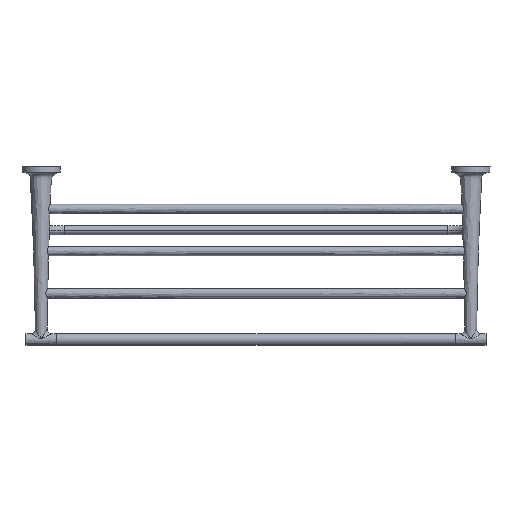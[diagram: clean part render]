
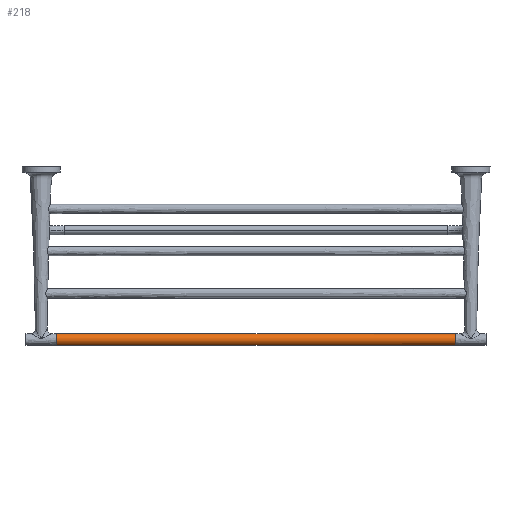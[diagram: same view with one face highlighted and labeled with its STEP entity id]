
A CAD part, top view. The second image highlights one B-rep face of the part: STEP entity #218.
In plain terms, the highlighted free-form (B-spline) face has degree [2, 1] with [9, 2] control points.
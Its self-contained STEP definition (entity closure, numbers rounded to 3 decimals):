
#218=ADVANCED_FACE('',(#460),#8810,.T.);
#460=FACE_OUTER_BOUND('',#712,.T.);
#712=EDGE_LOOP('',(#1677,#1678,#1679,#1680));
#1677=ORIENTED_EDGE('',*,*,#6364,.T.);
#1678=ORIENTED_EDGE('',*,*,#6365,.T.);
#1679=ORIENTED_EDGE('',*,*,#6366,.T.);
#1680=ORIENTED_EDGE('',*,*,#6367,.T.);
#2402=(
BOUNDED_CURVE()
B_SPLINE_CURVE(2,(#52809,#52810,#52811,#52812,#52813),.UNSPECIFIED.,.F.,
 .F.)
B_SPLINE_CURVE_WITH_KNOTS((3,2,3),(0.,11.781,23.562),
 .UNSPECIFIED.)
CURVE()
GEOMETRIC_REPRESENTATION_ITEM()
RATIONAL_B_SPLINE_CURVE((1.,0.707,1.,0.707,1.))
REPRESENTATION_ITEM('')
);
#2403=(
BOUNDED_CURVE()
B_SPLINE_CURVE(2,(#52820,#52821,#52822,#52823,#52824),.UNSPECIFIED.,.F.,
 .F.)
B_SPLINE_CURVE_WITH_KNOTS((3,2,3),(0.,11.781,23.562),
 .UNSPECIFIED.)
CURVE()
GEOMETRIC_REPRESENTATION_ITEM()
RATIONAL_B_SPLINE_CURVE((1.,0.707,1.,0.707,1.))
REPRESENTATION_ITEM('')
);
#2406=(
BOUNDED_CURVE()
B_SPLINE_CURVE(2,(#52849,#52850,#52851,#52852,#52853),.UNSPECIFIED.,.F.,
 .F.)
B_SPLINE_CURVE_WITH_KNOTS((3,2,3),(0.,11.781,23.562),
 .UNSPECIFIED.)
CURVE()
GEOMETRIC_REPRESENTATION_ITEM()
RATIONAL_B_SPLINE_CURVE((1.,0.707,1.,0.707,1.))
REPRESENTATION_ITEM('')
);
#2411=(
BOUNDED_CURVE()
B_SPLINE_CURVE(2,(#52874,#52875,#52876,#52877,#52878),.UNSPECIFIED.,.F.,
 .F.)
B_SPLINE_CURVE_WITH_KNOTS((3,2,3),(0.,11.781,23.562),
 .UNSPECIFIED.)
CURVE()
GEOMETRIC_REPRESENTATION_ITEM()
RATIONAL_B_SPLINE_CURVE((1.,0.707,1.,0.707,1.))
REPRESENTATION_ITEM('')
);
#3390=PCURVE('',#8810,#4742);
#3391=PCURVE('',#8810,#4743);
#3392=PCURVE('',#8810,#4744);
#3393=PCURVE('',#8810,#4745);
#3394=PCURVE('',#8811,#4746);
#3396=PCURVE('',#8811,#4748);
#3398=PCURVE('',#8925,#4750);
#3402=PCURVE('',#8926,#4754);
#4742=DEFINITIONAL_REPRESENTATION('',(#7679),#64699);
#4743=DEFINITIONAL_REPRESENTATION('',(#7681),#64699);
#4744=DEFINITIONAL_REPRESENTATION('',(#7682),#64699);
#4745=DEFINITIONAL_REPRESENTATION('',(#7684),#64699);
#4746=DEFINITIONAL_REPRESENTATION('',(#7685),#64699);
#4748=DEFINITIONAL_REPRESENTATION('',(#7687),#64699);
#4750=DEFINITIONAL_REPRESENTATION('',(#2406),#64699);
#4754=DEFINITIONAL_REPRESENTATION('',(#2411),#64699);
#5676=SURFACE_CURVE('',#2402,(#3390,#3402),.PCURVE_S1.);
#5677=SURFACE_CURVE('',#7680,(#3391,#3394),.PCURVE_S1.);
#5678=SURFACE_CURVE('',#2403,(#3392,#3398),.PCURVE_S1.);
#5679=SURFACE_CURVE('',#7683,(#3393,#3396),.PCURVE_S1.);
#6364=EDGE_CURVE('',#8557,#8558,#5676,.T.);
#6365=EDGE_CURVE('',#8558,#8559,#5677,.T.);
#6366=EDGE_CURVE('',#8559,#8560,#5678,.T.);
#6367=EDGE_CURVE('',#8560,#8557,#5679,.T.);
#7679=B_SPLINE_CURVE_WITH_KNOTS('',1,(#52814,#52815),.UNSPECIFIED.,.F.,
 .F.,(2,2),(0.,23.562),.UNSPECIFIED.);
#7680=B_SPLINE_CURVE_WITH_KNOTS('',1,(#52816,#52817),.UNSPECIFIED.,.F.,
 .F.,(2,2),(0.,518.8),.UNSPECIFIED.);
#7681=B_SPLINE_CURVE_WITH_KNOTS('',1,(#52818,#52819),.UNSPECIFIED.,.F.,
 .F.,(2,2),(0.,518.8),.UNSPECIFIED.);
#7682=B_SPLINE_CURVE_WITH_KNOTS('',1,(#52825,#52826),.UNSPECIFIED.,.F.,
 .F.,(2,2),(0.,23.562),.UNSPECIFIED.);
#7683=B_SPLINE_CURVE_WITH_KNOTS('',1,(#52827,#52828),.UNSPECIFIED.,.F.,
 .F.,(2,2),(-518.8,0.),.UNSPECIFIED.);
#7684=B_SPLINE_CURVE_WITH_KNOTS('',1,(#52829,#52830),.UNSPECIFIED.,.F.,
 .F.,(2,2),(-518.8,0.),.UNSPECIFIED.);
#7685=B_SPLINE_CURVE_WITH_KNOTS('',1,(#52831,#52832),.UNSPECIFIED.,.F.,
 .F.,(2,2),(0.,518.8),.UNSPECIFIED.);
#7687=B_SPLINE_CURVE_WITH_KNOTS('',1,(#52840,#52841),.UNSPECIFIED.,.F.,
 .F.,(2,2),(-518.8,0.),.UNSPECIFIED.);
#8557=VERTEX_POINT('',#52749);
#8558=VERTEX_POINT('',#52750);
#8559=VERTEX_POINT('',#52751);
#8560=VERTEX_POINT('',#52752);
#8810=(
BOUNDED_SURFACE()
B_SPLINE_SURFACE(2,1,((#52643,#52644),(#52645,#52646),(#52647,#52648),(#52649,
#52650),(#52651,#52652),(#52653,#52654),(#52655,#52656),(#52657,#52658),
(#52659,#52660)),.UNSPECIFIED.,.T.,.F.,.F.)
B_SPLINE_SURFACE_WITH_KNOTS((3,2,2,2,3),(2,2),(0.,1.571,3.142,
4.712,6.283),(0.,622.562),.UNSPECIFIED.)
GEOMETRIC_REPRESENTATION_ITEM()
RATIONAL_B_SPLINE_SURFACE(((1.,1.),(0.707,0.707),
(1.,1.),(0.707,0.707),(1.,1.),(0.707,
0.707),(1.,1.),(0.707,0.707),(1.,1.)))
REPRESENTATION_ITEM('')
SURFACE()
);
#8811=(
BOUNDED_SURFACE()
B_SPLINE_SURFACE(2,1,((#52661,#52662),(#52663,#52664),(#52665,#52666),(#52667,
#52668),(#52669,#52670),(#52671,#52672),(#52673,#52674),(#52675,#52676),
(#52677,#52678)),.UNSPECIFIED.,.T.,.F.,.F.)
B_SPLINE_SURFACE_WITH_KNOTS((3,2,2,2,3),(2,2),(0.,1.571,3.142,
4.712,6.283),(0.,622.562),.UNSPECIFIED.)
GEOMETRIC_REPRESENTATION_ITEM()
RATIONAL_B_SPLINE_SURFACE(((1.,1.),(0.707,0.707),
(1.,1.),(0.707,0.707),(1.,1.),(0.707,
0.707),(1.,1.),(0.707,0.707),(1.,1.)))
REPRESENTATION_ITEM('')
SURFACE()
);
#8925=B_SPLINE_SURFACE_WITH_KNOTS('',1,1,((#52679,#52680),(#52681,#52682)),
 .UNSPECIFIED.,.F.,.F.,.F.,(2,2),(2,2),(-9.001,9.001),(-9.001,9.001),
 .UNSPECIFIED.);
#8926=B_SPLINE_SURFACE_WITH_KNOTS('',1,1,((#52683,#52684),(#52685,#52686)),
 .UNSPECIFIED.,.F.,.F.,.F.,(2,2),(2,2),(-9.001,9.001),(-9.001,9.001),
 .UNSPECIFIED.);
#52643=CARTESIAN_POINT('',(-311.281,-142.462,-82.538));
#52644=CARTESIAN_POINT('',(311.281,-142.462,-82.538));
#52645=CARTESIAN_POINT('',(-311.281,-134.962,-82.538));
#52646=CARTESIAN_POINT('',(311.281,-134.962,-82.538));
#52647=CARTESIAN_POINT('',(-311.281,-134.962,-75.038));
#52648=CARTESIAN_POINT('',(311.281,-134.962,-75.038));
#52649=CARTESIAN_POINT('',(-311.281,-134.962,-67.538));
#52650=CARTESIAN_POINT('',(311.281,-134.962,-67.538));
#52651=CARTESIAN_POINT('',(-311.281,-142.462,-67.538));
#52652=CARTESIAN_POINT('',(311.281,-142.462,-67.538));
#52653=CARTESIAN_POINT('',(-311.281,-149.962,-67.538));
#52654=CARTESIAN_POINT('',(311.281,-149.962,-67.538));
#52655=CARTESIAN_POINT('',(-311.281,-149.962,-75.038));
#52656=CARTESIAN_POINT('',(311.281,-149.962,-75.038));
#52657=CARTESIAN_POINT('',(-311.281,-149.962,-82.538));
#52658=CARTESIAN_POINT('',(311.281,-149.962,-82.538));
#52659=CARTESIAN_POINT('',(-311.281,-142.462,-82.538));
#52660=CARTESIAN_POINT('',(311.281,-142.462,-82.538));
#52661=CARTESIAN_POINT('',(-311.281,-142.462,-67.538));
#52662=CARTESIAN_POINT('',(311.281,-142.462,-67.538));
#52663=CARTESIAN_POINT('',(-311.281,-149.962,-67.538));
#52664=CARTESIAN_POINT('',(311.281,-149.962,-67.538));
#52665=CARTESIAN_POINT('',(-311.281,-149.962,-75.038));
#52666=CARTESIAN_POINT('',(311.281,-149.962,-75.038));
#52667=CARTESIAN_POINT('',(-311.281,-149.962,-82.538));
#52668=CARTESIAN_POINT('',(311.281,-149.962,-82.538));
#52669=CARTESIAN_POINT('',(-311.281,-142.462,-82.538));
#52670=CARTESIAN_POINT('',(311.281,-142.462,-82.538));
#52671=CARTESIAN_POINT('',(-311.281,-134.962,-82.538));
#52672=CARTESIAN_POINT('',(311.281,-134.962,-82.538));
#52673=CARTESIAN_POINT('',(-311.281,-134.962,-75.038));
#52674=CARTESIAN_POINT('',(311.281,-134.962,-75.038));
#52675=CARTESIAN_POINT('',(-311.281,-134.962,-67.538));
#52676=CARTESIAN_POINT('',(311.281,-134.962,-67.538));
#52677=CARTESIAN_POINT('',(-311.281,-142.462,-67.538));
#52678=CARTESIAN_POINT('',(311.281,-142.462,-67.538));
#52679=CARTESIAN_POINT('',(259.4,-151.464,-84.039));
#52680=CARTESIAN_POINT('',(259.4,-151.464,-66.036));
#52681=CARTESIAN_POINT('',(259.4,-133.461,-84.039));
#52682=CARTESIAN_POINT('',(259.4,-133.461,-66.036));
#52683=CARTESIAN_POINT('',(-259.4,-151.464,-84.039));
#52684=CARTESIAN_POINT('',(-259.4,-133.461,-84.039));
#52685=CARTESIAN_POINT('',(-259.4,-151.464,-66.036));
#52686=CARTESIAN_POINT('',(-259.4,-133.461,-66.036));
#52749=CARTESIAN_POINT('',(-259.4,-134.962,-75.038));
#52750=CARTESIAN_POINT('',(-259.4,-149.962,-75.038));
#52751=CARTESIAN_POINT('',(259.4,-149.962,-75.038));
#52752=CARTESIAN_POINT('',(259.4,-134.962,-75.038));
#52809=CARTESIAN_POINT('',(-259.4,-134.962,-75.038));
#52810=CARTESIAN_POINT('',(-259.4,-134.962,-67.538));
#52811=CARTESIAN_POINT('',(-259.4,-142.462,-67.538));
#52812=CARTESIAN_POINT('',(-259.4,-149.962,-67.538));
#52813=CARTESIAN_POINT('',(-259.4,-149.962,-75.038));
#52814=CARTESIAN_POINT('',(1.571,51.881));
#52815=CARTESIAN_POINT('',(4.712,51.881));
#52816=CARTESIAN_POINT('',(-259.4,-149.962,-75.038));
#52817=CARTESIAN_POINT('',(259.4,-149.962,-75.038));
#52818=CARTESIAN_POINT('',(4.712,51.881));
#52819=CARTESIAN_POINT('',(4.712,570.681));
#52820=CARTESIAN_POINT('',(259.4,-149.962,-75.038));
#52821=CARTESIAN_POINT('',(259.4,-149.962,-67.538));
#52822=CARTESIAN_POINT('',(259.4,-142.462,-67.538));
#52823=CARTESIAN_POINT('',(259.4,-134.962,-67.538));
#52824=CARTESIAN_POINT('',(259.4,-134.962,-75.038));
#52825=CARTESIAN_POINT('',(4.712,570.681));
#52826=CARTESIAN_POINT('',(1.571,570.681));
#52827=CARTESIAN_POINT('',(259.4,-134.962,-75.038));
#52828=CARTESIAN_POINT('',(-259.4,-134.962,-75.038));
#52829=CARTESIAN_POINT('',(1.571,570.681));
#52830=CARTESIAN_POINT('',(1.571,51.881));
#52831=CARTESIAN_POINT('',(1.571,51.881));
#52832=CARTESIAN_POINT('',(1.571,570.681));
#52840=CARTESIAN_POINT('',(4.712,570.681));
#52841=CARTESIAN_POINT('',(4.712,51.881));
#52849=CARTESIAN_POINT('',(-7.5,0.));
#52850=CARTESIAN_POINT('',(-7.5,7.5));
#52851=CARTESIAN_POINT('',(0.,7.5));
#52852=CARTESIAN_POINT('',(7.5,7.5));
#52853=CARTESIAN_POINT('',(7.5,0.));
#52874=CARTESIAN_POINT('',(0.,7.5));
#52875=CARTESIAN_POINT('',(7.5,7.5));
#52876=CARTESIAN_POINT('',(7.5,0.));
#52877=CARTESIAN_POINT('',(7.5,-7.5));
#52878=CARTESIAN_POINT('',(0.,-7.5));
#64699=(
GEOMETRIC_REPRESENTATION_CONTEXT(2)
PARAMETRIC_REPRESENTATION_CONTEXT()
REPRESENTATION_CONTEXT('pspace','')
);
